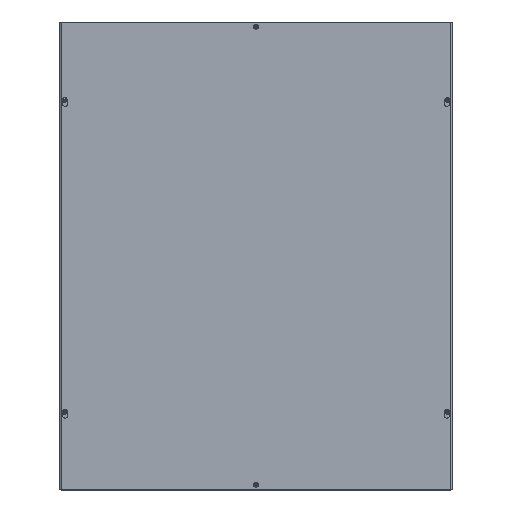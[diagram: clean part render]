
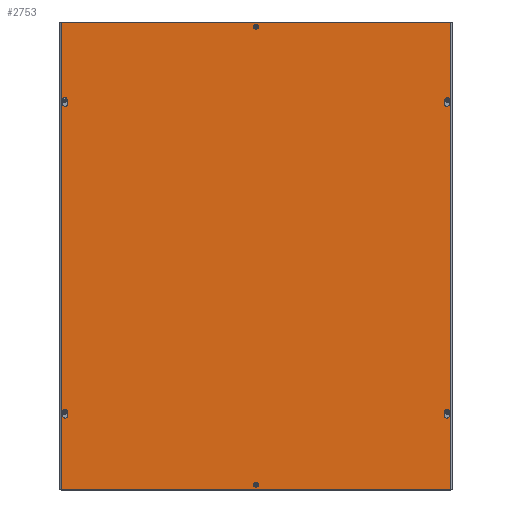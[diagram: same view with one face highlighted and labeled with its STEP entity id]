
A CAD part, top view. The second image highlights one B-rep face of the part: STEP entity #2753.
In plain terms, the highlighted planar face has unit normal (0, 0, 1).
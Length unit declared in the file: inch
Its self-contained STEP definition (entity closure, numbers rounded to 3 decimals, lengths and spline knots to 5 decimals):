
#205=PLANE('',#2979);
#372=LINE('',#4347,#592);
#376=LINE('',#4359,#596);
#380=LINE('',#4371,#600);
#384=LINE('',#4383,#604);
#388=LINE('',#4395,#608);
#392=LINE('',#4407,#612);
#396=LINE('',#4419,#616);
#400=LINE('',#4431,#620);
#402=LINE('',#4439,#622);
#406=LINE('',#4447,#626);
#409=LINE('',#4453,#629);
#412=LINE('',#4458,#632);
#592=VECTOR('',#3490,0.26996);
#596=VECTOR('',#3502,0.26996);
#600=VECTOR('',#3514,0.26996);
#604=VECTOR('',#3526,0.26996);
#608=VECTOR('',#3538,0.26996);
#612=VECTOR('',#3550,0.26996);
#616=VECTOR('',#3562,0.26996);
#620=VECTOR('',#3574,0.26996);
#622=VECTOR('',#3584,36.);
#626=VECTOR('',#3590,30.);
#629=VECTOR('',#3595,36.);
#632=VECTOR('',#3600,30.);
#710=FACE_BOUND('',#1019,.T.);
#711=FACE_BOUND('',#1020,.T.);
#712=FACE_BOUND('',#1021,.T.);
#713=FACE_BOUND('',#1022,.T.);
#714=FACE_BOUND('',#1023,.T.);
#715=FACE_BOUND('',#1024,.T.);
#716=FACE_BOUND('',#1025,.T.);
#1019=EDGE_LOOP('',(#2250));
#1020=EDGE_LOOP('',(#2251));
#1021=EDGE_LOOP('',(#2252,#2253,#2254,#2255));
#1022=EDGE_LOOP('',(#2256,#2257,#2258,#2259));
#1023=EDGE_LOOP('',(#2260,#2261,#2262,#2263));
#1024=EDGE_LOOP('',(#2264,#2265,#2266,#2267));
#1025=EDGE_LOOP('',(#2268,#2269,#2270,#2271));
#1113=CIRCLE('',#2938,0.156);
#1115=CIRCLE('',#2941,0.156);
#1117=CIRCLE('',#2945,0.203);
#1119=CIRCLE('',#2949,0.125);
#1121=CIRCLE('',#2953,0.203);
#1123=CIRCLE('',#2957,0.125);
#1125=CIRCLE('',#2961,0.203);
#1127=CIRCLE('',#2965,0.125);
#1129=CIRCLE('',#2969,0.203);
#1131=CIRCLE('',#2973,0.125);
#1281=VERTEX_POINT('',#4333);
#1283=VERTEX_POINT('',#4338);
#1286=VERTEX_POINT('',#4344);
#1287=VERTEX_POINT('',#4346);
#1289=VERTEX_POINT('',#4352);
#1291=VERTEX_POINT('',#4358);
#1294=VERTEX_POINT('',#4368);
#1295=VERTEX_POINT('',#4370);
#1297=VERTEX_POINT('',#4376);
#1299=VERTEX_POINT('',#4382);
#1302=VERTEX_POINT('',#4392);
#1303=VERTEX_POINT('',#4394);
#1305=VERTEX_POINT('',#4400);
#1307=VERTEX_POINT('',#4406);
#1310=VERTEX_POINT('',#4416);
#1311=VERTEX_POINT('',#4418);
#1313=VERTEX_POINT('',#4424);
#1315=VERTEX_POINT('',#4430);
#1316=VERTEX_POINT('',#4437);
#1317=VERTEX_POINT('',#4438);
#1320=VERTEX_POINT('',#4446);
#1322=VERTEX_POINT('',#4452);
#1589=EDGE_CURVE('',#1281,#1281,#1113,.T.);
#1591=EDGE_CURVE('',#1283,#1283,#1115,.T.);
#1594=EDGE_CURVE('',#1287,#1286,#372,.T.);
#1597=EDGE_CURVE('',#1289,#1287,#1117,.T.);
#1600=EDGE_CURVE('',#1291,#1289,#376,.T.);
#1603=EDGE_CURVE('',#1286,#1291,#1119,.T.);
#1606=EDGE_CURVE('',#1295,#1294,#380,.T.);
#1609=EDGE_CURVE('',#1297,#1295,#1121,.T.);
#1612=EDGE_CURVE('',#1299,#1297,#384,.T.);
#1615=EDGE_CURVE('',#1294,#1299,#1123,.T.);
#1618=EDGE_CURVE('',#1303,#1302,#388,.T.);
#1621=EDGE_CURVE('',#1305,#1303,#1125,.T.);
#1624=EDGE_CURVE('',#1307,#1305,#392,.T.);
#1627=EDGE_CURVE('',#1302,#1307,#1127,.T.);
#1630=EDGE_CURVE('',#1311,#1310,#396,.T.);
#1633=EDGE_CURVE('',#1313,#1311,#1129,.T.);
#1636=EDGE_CURVE('',#1315,#1313,#400,.T.);
#1639=EDGE_CURVE('',#1310,#1315,#1131,.T.);
#1640=EDGE_CURVE('',#1316,#1317,#402,.T.);
#1644=EDGE_CURVE('',#1317,#1320,#406,.T.);
#1647=EDGE_CURVE('',#1320,#1322,#409,.T.);
#1650=EDGE_CURVE('',#1322,#1316,#412,.T.);
#2250=ORIENTED_EDGE('',*,*,#1589,.T.);
#2251=ORIENTED_EDGE('',*,*,#1591,.T.);
#2252=ORIENTED_EDGE('',*,*,#1594,.T.);
#2253=ORIENTED_EDGE('',*,*,#1603,.T.);
#2254=ORIENTED_EDGE('',*,*,#1600,.T.);
#2255=ORIENTED_EDGE('',*,*,#1597,.T.);
#2256=ORIENTED_EDGE('',*,*,#1606,.T.);
#2257=ORIENTED_EDGE('',*,*,#1615,.T.);
#2258=ORIENTED_EDGE('',*,*,#1612,.T.);
#2259=ORIENTED_EDGE('',*,*,#1609,.T.);
#2260=ORIENTED_EDGE('',*,*,#1618,.T.);
#2261=ORIENTED_EDGE('',*,*,#1627,.T.);
#2262=ORIENTED_EDGE('',*,*,#1624,.T.);
#2263=ORIENTED_EDGE('',*,*,#1621,.T.);
#2264=ORIENTED_EDGE('',*,*,#1630,.T.);
#2265=ORIENTED_EDGE('',*,*,#1639,.T.);
#2266=ORIENTED_EDGE('',*,*,#1636,.T.);
#2267=ORIENTED_EDGE('',*,*,#1633,.T.);
#2268=ORIENTED_EDGE('',*,*,#1640,.F.);
#2269=ORIENTED_EDGE('',*,*,#1650,.F.);
#2270=ORIENTED_EDGE('',*,*,#1647,.F.);
#2271=ORIENTED_EDGE('',*,*,#1644,.F.);
#2753=ADVANCED_FACE('',(#710,#711,#712,#713,#714,#715,#716),#205,.T.);
#2938=AXIS2_PLACEMENT_3D('',#4334,#3478,#3479);
#2941=AXIS2_PLACEMENT_3D('',#4339,#3484,#3485);
#2945=AXIS2_PLACEMENT_3D('',#4353,#3496,#3497);
#2949=AXIS2_PLACEMENT_3D('',#4363,#3508,#3509);
#2953=AXIS2_PLACEMENT_3D('',#4377,#3520,#3521);
#2957=AXIS2_PLACEMENT_3D('',#4387,#3532,#3533);
#2961=AXIS2_PLACEMENT_3D('',#4401,#3544,#3545);
#2965=AXIS2_PLACEMENT_3D('',#4411,#3556,#3557);
#2969=AXIS2_PLACEMENT_3D('',#4425,#3568,#3569);
#2973=AXIS2_PLACEMENT_3D('',#4435,#3580,#3581);
#2979=AXIS2_PLACEMENT_3D('',#4461,#3604,#3605);
#3478=DIRECTION('center_axis',(0.,0.,-1.));
#3479=DIRECTION('ref_axis',(-1.,0.,0.));
#3484=DIRECTION('center_axis',(0.,0.,-1.));
#3485=DIRECTION('ref_axis',(-1.,0.,0.));
#3490=DIRECTION('',(0.278,0.961,0.));
#3496=DIRECTION('center_axis',(0.,0.,-1.));
#3497=DIRECTION('ref_axis',(-0.961,0.278,0.));
#3502=DIRECTION('',(0.278,-0.961,0.));
#3508=DIRECTION('center_axis',(0.,0.,-1.));
#3509=DIRECTION('ref_axis',(0.961,0.278,0.));
#3514=DIRECTION('',(0.278,0.961,0.));
#3520=DIRECTION('center_axis',(0.,0.,-1.));
#3521=DIRECTION('ref_axis',(-0.961,0.278,0.));
#3526=DIRECTION('',(0.278,-0.961,0.));
#3532=DIRECTION('center_axis',(0.,0.,-1.));
#3533=DIRECTION('ref_axis',(0.961,0.278,0.));
#3538=DIRECTION('',(0.278,0.961,0.));
#3544=DIRECTION('center_axis',(0.,0.,-1.));
#3545=DIRECTION('ref_axis',(-0.961,0.278,0.));
#3550=DIRECTION('',(0.278,-0.961,0.));
#3556=DIRECTION('center_axis',(0.,0.,-1.));
#3557=DIRECTION('ref_axis',(0.961,0.278,0.));
#3562=DIRECTION('',(0.278,0.961,0.));
#3568=DIRECTION('center_axis',(0.,0.,-1.));
#3569=DIRECTION('ref_axis',(-0.961,0.278,0.));
#3574=DIRECTION('',(0.278,-0.961,0.));
#3580=DIRECTION('center_axis',(0.,0.,-1.));
#3581=DIRECTION('ref_axis',(0.961,0.278,0.));
#3584=DIRECTION('',(0.,1.,0.));
#3590=DIRECTION('',(1.,0.,0.));
#3595=DIRECTION('',(0.,-1.,0.));
#3600=DIRECTION('',(-1.,0.,0.));
#3604=DIRECTION('center_axis',(0.,0.,1.));
#3605=DIRECTION('ref_axis',(1.,0.,0.));
#4333=CARTESIAN_POINT('',(15.156,35.625,0.09375));
#4334=CARTESIAN_POINT('Origin',(15.,35.625,0.09375));
#4338=CARTESIAN_POINT('',(15.156,0.375,0.09375));
#4339=CARTESIAN_POINT('Origin',(15.,0.375,0.09375));
#4344=CARTESIAN_POINT('',(29.56741,6.0347,0.09375));
#4346=CARTESIAN_POINT('',(29.49248,5.77535,0.09375));
#4347=CARTESIAN_POINT('',(30.6016,9.61402,0.09375));
#4352=CARTESIAN_POINT('',(29.88252,5.77535,0.09375));
#4353=CARTESIAN_POINT('Origin',(29.6875,5.719,0.09375));
#4358=CARTESIAN_POINT('',(29.80759,6.0347,0.09375));
#4359=CARTESIAN_POINT('',(27.67918,13.40109,0.09375));
#4363=CARTESIAN_POINT('Origin',(29.6875,6.,0.09375));
#4368=CARTESIAN_POINT('',(0.19241,6.0347,0.09375));
#4370=CARTESIAN_POINT('',(0.11748,5.77535,0.09375));
#4371=CARTESIAN_POINT('',(2.35828,13.53076,0.09375));
#4376=CARTESIAN_POINT('',(0.50752,5.77535,0.09375));
#4377=CARTESIAN_POINT('Origin',(0.3125,5.719,0.09375));
#4382=CARTESIAN_POINT('',(0.43259,6.0347,0.09375));
#4383=CARTESIAN_POINT('',(-0.56413,9.48435,0.09375));
#4387=CARTESIAN_POINT('Origin',(0.3125,6.,0.09375));
#4392=CARTESIAN_POINT('',(29.56741,30.0347,0.09375));
#4394=CARTESIAN_POINT('',(29.49248,29.77535,0.09375));
#4395=CARTESIAN_POINT('',(27.40154,22.53863,0.09375));
#4400=CARTESIAN_POINT('',(29.88252,29.77535,0.09375));
#4401=CARTESIAN_POINT('Origin',(29.6875,29.719,0.09375));
#4406=CARTESIAN_POINT('',(29.80759,30.0347,0.09375));
#4407=CARTESIAN_POINT('',(30.87925,26.3257,0.09375));
#4411=CARTESIAN_POINT('Origin',(29.6875,30.,0.09375));
#4416=CARTESIAN_POINT('',(0.19241,30.0347,0.09375));
#4418=CARTESIAN_POINT('',(0.11748,29.77535,0.09375));
#4419=CARTESIAN_POINT('',(-0.84178,26.45537,0.09375));
#4424=CARTESIAN_POINT('',(0.50752,29.77535,0.09375));
#4425=CARTESIAN_POINT('Origin',(0.3125,29.719,0.09375));
#4430=CARTESIAN_POINT('',(0.43259,30.0347,0.09375));
#4431=CARTESIAN_POINT('',(2.63593,22.40896,0.09375));
#4435=CARTESIAN_POINT('Origin',(0.3125,30.,0.09375));
#4437=CARTESIAN_POINT('',(0.,0.,0.09375));
#4438=CARTESIAN_POINT('',(0.,36.,0.09375));
#4439=CARTESIAN_POINT('',(0.,36.,0.09375));
#4446=CARTESIAN_POINT('',(30.,36.,0.09375));
#4447=CARTESIAN_POINT('',(30.,36.,0.09375));
#4452=CARTESIAN_POINT('',(30.,0.,0.09375));
#4453=CARTESIAN_POINT('',(30.,0.,0.09375));
#4458=CARTESIAN_POINT('',(0.,0.,0.09375));
#4461=CARTESIAN_POINT('Origin',(15.,18.,0.09375));
